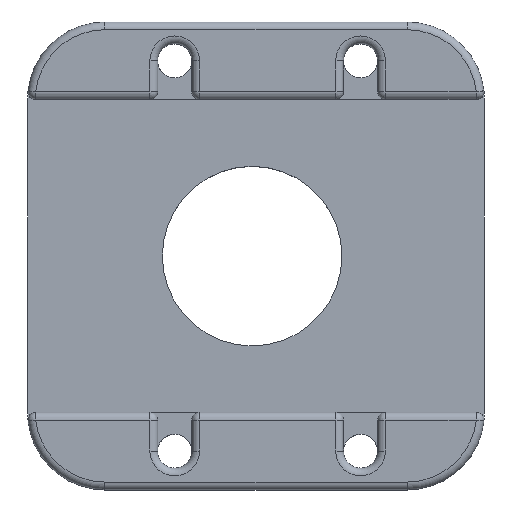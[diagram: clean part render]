
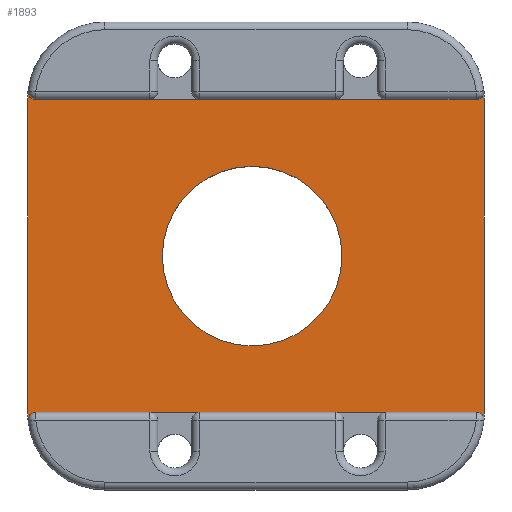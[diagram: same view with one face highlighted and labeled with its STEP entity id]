
A CAD part, top view. The second image highlights one B-rep face of the part: STEP entity #1893.
In plain terms, the highlighted planar face has unit normal (0, 0, 1).
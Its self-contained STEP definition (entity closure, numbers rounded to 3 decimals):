
#24=FACE_BOUND('',#322,.T.);
#62=PLANE('',#2134);
#199=FACE_OUTER_BOUND('',#321,.T.);
#321=EDGE_LOOP('',(#1711,#1712,#1713,#1714,#1715,#1716,#1717,#1718,#1719,
#1720,#1721,#1722));
#322=EDGE_LOOP('',(#1723));
#360=LINE('',#2903,#503);
#388=LINE('',#3033,#531);
#452=LINE('',#3223,#595);
#458=LINE('',#3397,#601);
#503=VECTOR('',#2292,10.);
#531=VECTOR('',#2448,10.);
#595=VECTOR('',#2642,10.);
#601=VECTOR('',#2680,10.);
#677=CIRCLE('',#2010,0.5);
#680=CIRCLE('',#2017,0.5);
#682=CIRCLE('',#2024,0.5);
#695=CIRCLE('',#2050,0.5);
#715=CIRCLE('',#2087,5.);
#717=CIRCLE('',#2090,5.);
#723=CIRCLE('',#2102,5.);
#724=CIRCLE('',#2104,5.);
#734=CIRCLE('',#2133,5.8);
#781=VERTEX_POINT('',#2900);
#782=VERTEX_POINT('',#2902);
#815=VERTEX_POINT('',#3011);
#816=VERTEX_POINT('',#3013);
#819=VERTEX_POINT('',#3025);
#820=VERTEX_POINT('',#3029);
#835=VERTEX_POINT('',#3070);
#855=VERTEX_POINT('',#3137);
#880=VERTEX_POINT('',#3220);
#881=VERTEX_POINT('',#3222);
#892=VERTEX_POINT('',#3394);
#893=VERTEX_POINT('',#3396);
#898=VERTEX_POINT('',#3441);
#971=EDGE_CURVE('',#782,#781,#360,.T.);
#1026=EDGE_CURVE('',#815,#816,#677,.F.);
#1035=EDGE_CURVE('',#819,#820,#680,.T.);
#1036=EDGE_CURVE('',#820,#816,#388,.T.);
#1056=EDGE_CURVE('',#835,#781,#682,.F.);
#1089=EDGE_CURVE('',#855,#782,#695,.T.);
#1132=EDGE_CURVE('',#881,#880,#452,.T.);
#1136=EDGE_CURVE('',#815,#881,#715,.T.);
#1138=EDGE_CURVE('',#880,#855,#717,.T.);
#1153=EDGE_CURVE('',#893,#892,#458,.T.);
#1155=EDGE_CURVE('',#835,#893,#723,.T.);
#1156=EDGE_CURVE('',#892,#819,#724,.T.);
#1172=EDGE_CURVE('',#898,#898,#734,.T.);
#1711=ORIENTED_EDGE('',*,*,#1036,.T.);
#1712=ORIENTED_EDGE('',*,*,#1026,.F.);
#1713=ORIENTED_EDGE('',*,*,#1136,.T.);
#1714=ORIENTED_EDGE('',*,*,#1132,.T.);
#1715=ORIENTED_EDGE('',*,*,#1138,.T.);
#1716=ORIENTED_EDGE('',*,*,#1089,.T.);
#1717=ORIENTED_EDGE('',*,*,#971,.T.);
#1718=ORIENTED_EDGE('',*,*,#1056,.F.);
#1719=ORIENTED_EDGE('',*,*,#1155,.T.);
#1720=ORIENTED_EDGE('',*,*,#1153,.T.);
#1721=ORIENTED_EDGE('',*,*,#1156,.T.);
#1722=ORIENTED_EDGE('',*,*,#1035,.T.);
#1723=ORIENTED_EDGE('',*,*,#1172,.T.);
#1893=ADVANCED_FACE('',(#199,#24),#62,.T.);
#2010=AXIS2_PLACEMENT_3D('',#3014,#2424,#2425);
#2017=AXIS2_PLACEMENT_3D('',#3031,#2444,#2445);
#2024=AXIS2_PLACEMENT_3D('',#3072,#2477,#2478);
#2050=AXIS2_PLACEMENT_3D('',#3138,#2549,#2550);
#2087=AXIS2_PLACEMENT_3D('',#3229,#2650,#2651);
#2090=AXIS2_PLACEMENT_3D('',#3232,#2656,#2657);
#2102=AXIS2_PLACEMENT_3D('',#3400,#2685,#2686);
#2104=AXIS2_PLACEMENT_3D('',#3402,#2689,#2690);
#2133=AXIS2_PLACEMENT_3D('',#3442,#2753,#2754);
#2134=AXIS2_PLACEMENT_3D('',#3444,#2756,#2757);
#2292=DIRECTION('',(1.,0.,0.));
#2424=DIRECTION('center_axis',(0.,0.,-1.));
#2425=DIRECTION('ref_axis',(-0.745,-0.667,0.));
#2444=DIRECTION('center_axis',(0.,0.,-1.));
#2445=DIRECTION('ref_axis',(0.745,-0.667,0.));
#2448=DIRECTION('',(-1.,0.,0.));
#2477=DIRECTION('center_axis',(0.,0.,-1.));
#2478=DIRECTION('ref_axis',(0.745,0.667,0.));
#2549=DIRECTION('center_axis',(0.,0.,-1.));
#2550=DIRECTION('ref_axis',(-0.745,0.667,0.));
#2642=DIRECTION('',(0.,-1.,0.));
#2650=DIRECTION('center_axis',(0.,0.,1.));
#2651=DIRECTION('ref_axis',(0.,1.,0.));
#2656=DIRECTION('center_axis',(0.,0.,1.));
#2657=DIRECTION('ref_axis',(-1.,0.,0.));
#2680=DIRECTION('',(0.,1.,0.));
#2685=DIRECTION('center_axis',(0.,0.,1.));
#2686=DIRECTION('ref_axis',(0.,-1.,0.));
#2689=DIRECTION('center_axis',(0.,0.,1.));
#2690=DIRECTION('ref_axis',(1.,0.,0.));
#2753=DIRECTION('center_axis',(0.,0.,-1.));
#2754=DIRECTION('ref_axis',(1.,0.,0.));
#2756=DIRECTION('center_axis',(0.,0.,1.));
#2757=DIRECTION('ref_axis',(1.,0.,0.));
#2900=CARTESIAN_POINT('',(14.472,-10.1,5.));
#2902=CARTESIAN_POINT('',(-13.972,-10.1,5.));
#2903=CARTESIAN_POINT('',(7.625,-10.1,5.));
#3011=CARTESIAN_POINT('',(-14.469,10.656,5.));
#3013=CARTESIAN_POINT('',(-13.972,10.1,5.));
#3014=CARTESIAN_POINT('Origin',(-13.972,10.6,5.));
#3025=CARTESIAN_POINT('',(14.969,10.656,5.));
#3029=CARTESIAN_POINT('',(14.472,10.1,5.));
#3031=CARTESIAN_POINT('Origin',(14.472,10.6,5.));
#3033=CARTESIAN_POINT('',(7.625,10.1,5.));
#3070=CARTESIAN_POINT('',(14.969,-10.656,5.));
#3072=CARTESIAN_POINT('Origin',(14.472,-10.6,5.));
#3137=CARTESIAN_POINT('',(-14.469,-10.656,5.));
#3138=CARTESIAN_POINT('Origin',(-13.972,-10.6,5.));
#3220=CARTESIAN_POINT('',(-14.5,-10.1,5.));
#3222=CARTESIAN_POINT('',(-14.5,10.1,5.));
#3223=CARTESIAN_POINT('',(-14.5,-15.1,5.));
#3229=CARTESIAN_POINT('Origin',(-9.5,10.1,5.));
#3232=CARTESIAN_POINT('Origin',(-9.5,-10.1,5.));
#3394=CARTESIAN_POINT('',(15.,10.1,5.));
#3396=CARTESIAN_POINT('',(15.,-10.1,5.));
#3397=CARTESIAN_POINT('',(15.,15.1,5.));
#3400=CARTESIAN_POINT('Origin',(10.,-10.1,5.));
#3402=CARTESIAN_POINT('Origin',(10.,10.1,5.));
#3441=CARTESIAN_POINT('',(-5.8,0.,5.));
#3442=CARTESIAN_POINT('Origin',(0.,0.,5.));
#3444=CARTESIAN_POINT('Origin',(0.25,0.,
5.));
